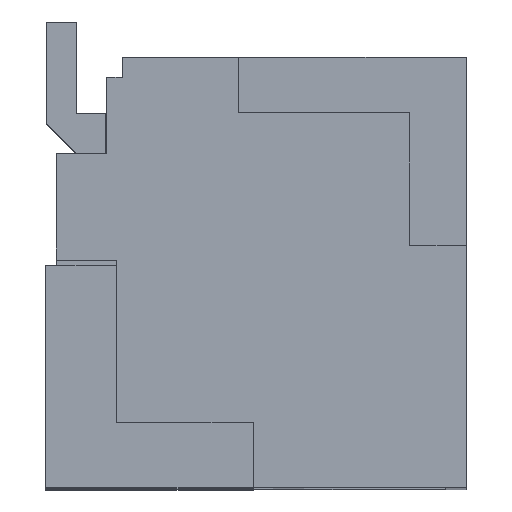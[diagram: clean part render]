
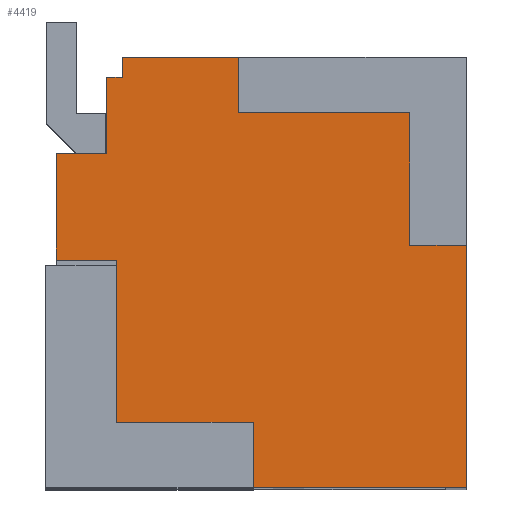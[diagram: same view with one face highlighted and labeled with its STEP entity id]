
A CAD part, top view. The second image highlights one B-rep face of the part: STEP entity #4419.
In plain terms, the highlighted planar face has unit normal (0, 0, 1).
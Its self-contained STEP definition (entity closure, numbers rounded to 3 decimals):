
#100 = DIRECTION ( 'NONE',  ( 0., -1., 0. ) ) ;
#101 = ORIENTED_EDGE ( 'NONE', *, *, #2421, .T. ) ;
#126 = LINE ( 'NONE', #1226, #2825 ) ;
#140 = ORIENTED_EDGE ( 'NONE', *, *, #1271, .T. ) ;
#151 = EDGE_CURVE ( 'NONE', #770, #3642, #4344, .T. ) ;
#164 = EDGE_CURVE ( 'NONE', #3823, #3061, #1725, .T. ) ;
#206 = CARTESIAN_POINT ( 'NONE',  ( -2.02, 0., 6. ) ) ;
#333 = VECTOR ( 'NONE', #499, 1000. ) ;
#354 = DIRECTION ( 'NONE',  ( 1., 0., 0. ) ) ;
#407 = LINE ( 'NONE', #1986, #1821 ) ;
#454 = DIRECTION ( 'NONE',  ( 0., -1., 0. ) ) ;
#499 = DIRECTION ( 'NONE',  ( 0., 1., 0. ) ) ;
#505 = CARTESIAN_POINT ( 'NONE',  ( 2.03, 0.27, 6. ) ) ;
#525 = VERTEX_POINT ( 'NONE', #3314 ) ;
#546 = CARTESIAN_POINT ( 'NONE',  ( -1.37, 1.93, 6. ) ) ;
#549 = CARTESIAN_POINT ( 'NONE',  ( -1.52, 1.18, 6. ) ) ;
#610 = DIRECTION ( 'NONE',  ( 0., -1., 0. ) ) ;
#708 = VERTEX_POINT ( 'NONE', #2194 ) ;
#722 = AXIS2_PLACEMENT_3D ( 'NONE', #3952, #3044, #2451 ) ;
#770 = VERTEX_POINT ( 'NONE', #3773 ) ;
#877 = LINE ( 'NONE', #2478, #1547 ) ;
#883 = VECTOR ( 'NONE', #4853, 1000. ) ;
#905 = VERTEX_POINT ( 'NONE', #505 ) ;
#929 = ORIENTED_EDGE ( 'NONE', *, *, #1237, .T. ) ;
#1008 = EDGE_CURVE ( 'NONE', #1200, #708, #1732, .T. ) ;
#1047 = ORIENTED_EDGE ( 'NONE', *, *, #151, .T. ) ;
#1112 = LINE ( 'NONE', #1548, #3300 ) ;
#1200 = VERTEX_POINT ( 'NONE', #1678 ) ;
#1215 = ORIENTED_EDGE ( 'NONE', *, *, #1665, .F. ) ;
#1226 = CARTESIAN_POINT ( 'NONE',  ( -2.02, -2.12, 6. ) ) ;
#1237 = EDGE_CURVE ( 'NONE', #3893, #770, #407, .T. ) ;
#1271 = EDGE_CURVE ( 'NONE', #3823, #1200, #2162, .T. ) ;
#1272 = VECTOR ( 'NONE', #100, 1000. ) ;
#1275 = VERTEX_POINT ( 'NONE', #3704 ) ;
#1318 = EDGE_CURVE ( 'NONE', #3061, #2951, #1412, .T. ) ;
#1363 = VERTEX_POINT ( 'NONE', #1847 ) ;
#1412 = LINE ( 'NONE', #4066, #333 ) ;
#1413 = CARTESIAN_POINT ( 'NONE',  ( 0., -1.475, 6. ) ) ;
#1527 = DIRECTION ( 'NONE',  ( 0., 1., 0. ) ) ;
#1547 = VECTOR ( 'NONE', #4476, 1000. ) ;
#1548 = CARTESIAN_POINT ( 'NONE',  ( -1.37, 1.93, 6. ) ) ;
#1578 = VECTOR ( 'NONE', #610, 1000. ) ;
#1665 = EDGE_CURVE ( 'NONE', #1275, #3515, #126, .T. ) ;
#1678 = CARTESIAN_POINT ( 'NONE',  ( -2.02, 0.125, 6. ) ) ;
#1725 = LINE ( 'NONE', #549, #2427 ) ;
#1732 = LINE ( 'NONE', #4971, #3964 ) ;
#1760 = ORIENTED_EDGE ( 'NONE', *, *, #4189, .F. ) ;
#1790 = DIRECTION ( 'NONE',  ( -1., 0., 0. ) ) ;
#1821 = VECTOR ( 'NONE', #3557, 1000. ) ;
#1847 = CARTESIAN_POINT ( 'NONE',  ( -0.22, 2.13, 6. ) ) ;
#1970 = ORIENTED_EDGE ( 'NONE', *, *, #4243, .T. ) ;
#1986 = CARTESIAN_POINT ( 'NONE',  ( 1.47, 0., 6. ) ) ;
#1996 = DIRECTION ( 'NONE',  ( 1., 0., 0. ) ) ;
#2031 = CARTESIAN_POINT ( 'NONE',  ( 1.47, 0.27, 6. ) ) ;
#2099 = VECTOR ( 'NONE', #1790, 1000. ) ;
#2157 = VERTEX_POINT ( 'NONE', #2596 ) ;
#2162 = LINE ( 'NONE', #206, #1578 ) ;
#2164 = CARTESIAN_POINT ( 'NONE',  ( -0.22, 1.58, 6. ) ) ;
#2173 = VERTEX_POINT ( 'NONE', #546 ) ;
#2194 = CARTESIAN_POINT ( 'NONE',  ( -1.425, 0.125, 6. ) ) ;
#2375 = PLANE ( 'NONE',  #722 ) ;
#2421 = EDGE_CURVE ( 'NONE', #905, #3893, #2560, .T. ) ;
#2427 = VECTOR ( 'NONE', #1996, 1000. ) ;
#2430 = CARTESIAN_POINT ( 'NONE',  ( -1.425, 0., 6. ) ) ;
#2451 = DIRECTION ( 'NONE',  ( 1., 0., 0. ) ) ;
#2478 = CARTESIAN_POINT ( 'NONE',  ( 0., 2.13, 6. ) ) ;
#2560 = LINE ( 'NONE', #2928, #2099 ) ;
#2596 = CARTESIAN_POINT ( 'NONE',  ( -1.37, 2.13, 6. ) ) ;
#2689 = DIRECTION ( 'NONE',  ( 0., 1., 0. ) ) ;
#2691 = LINE ( 'NONE', #2719, #3201 ) ;
#2719 = CARTESIAN_POINT ( 'NONE',  ( -0.22, 0., 6. ) ) ;
#2748 = EDGE_CURVE ( 'NONE', #525, #3515, #4486, .T. ) ;
#2787 = CARTESIAN_POINT ( 'NONE',  ( -0.075, -2.12, 6. ) ) ;
#2825 = VECTOR ( 'NONE', #4064, 1000. ) ;
#2857 = CARTESIAN_POINT ( 'NONE',  ( -0.075, 0., 6. ) ) ;
#2858 = CARTESIAN_POINT ( 'NONE',  ( -2.02, 1.18, 6. ) ) ;
#2928 = CARTESIAN_POINT ( 'NONE',  ( 0., 0.27, 6. ) ) ;
#2951 = VERTEX_POINT ( 'NONE', #4832 ) ;
#2993 = DIRECTION ( 'NONE',  ( 1., 0., 0. ) ) ;
#3044 = DIRECTION ( 'NONE',  ( 0., 0., 1. ) ) ;
#3061 = VERTEX_POINT ( 'NONE', #3876 ) ;
#3102 = VECTOR ( 'NONE', #454, 1000. ) ;
#3117 = ORIENTED_EDGE ( 'NONE', *, *, #1318, .F. ) ;
#3129 = EDGE_CURVE ( 'NONE', #3642, #1363, #2691, .T. ) ;
#3140 = VERTEX_POINT ( 'NONE', #4292 ) ;
#3201 = VECTOR ( 'NONE', #1527, 1000. ) ;
#3300 = VECTOR ( 'NONE', #354, 1000. ) ;
#3314 = CARTESIAN_POINT ( 'NONE',  ( -0.075, -1.475, 6. ) ) ;
#3354 = DIRECTION ( 'NONE',  ( 1., 0., 0. ) ) ;
#3398 = ORIENTED_EDGE ( 'NONE', *, *, #3129, .T. ) ;
#3454 = FACE_OUTER_BOUND ( 'NONE', #4152, .T. ) ;
#3515 = VERTEX_POINT ( 'NONE', #2787 ) ;
#3529 = EDGE_CURVE ( 'NONE', #708, #3140, #4817, .T. ) ;
#3557 = DIRECTION ( 'NONE',  ( 0., 1., 0. ) ) ;
#3588 = DIRECTION ( 'NONE',  ( -1., 0., 0. ) ) ;
#3640 = LINE ( 'NONE', #4827, #883 ) ;
#3642 = VERTEX_POINT ( 'NONE', #2164 ) ;
#3704 = CARTESIAN_POINT ( 'NONE',  ( 2.03, -2.12, 6. ) ) ;
#3709 = EDGE_CURVE ( 'NONE', #3140, #525, #4966, .T. ) ;
#3773 = CARTESIAN_POINT ( 'NONE',  ( 1.47, 1.58, 6. ) ) ;
#3802 = VECTOR ( 'NONE', #2689, 1000. ) ;
#3823 = VERTEX_POINT ( 'NONE', #2858 ) ;
#3876 = CARTESIAN_POINT ( 'NONE',  ( -1.52, 1.18, 6. ) ) ;
#3879 = ORIENTED_EDGE ( 'NONE', *, *, #5132, .F. ) ;
#3893 = VERTEX_POINT ( 'NONE', #2031 ) ;
#3952 = CARTESIAN_POINT ( 'NONE',  ( 0., 0., 6. ) ) ;
#3964 = VECTOR ( 'NONE', #3354, 1000. ) ;
#4032 = ORIENTED_EDGE ( 'NONE', *, *, #1008, .T. ) ;
#4064 = DIRECTION ( 'NONE',  ( -1., 0., 0. ) ) ;
#4066 = CARTESIAN_POINT ( 'NONE',  ( -1.52, 1.93, 6. ) ) ;
#4152 = EDGE_LOOP ( 'NONE', ( #1047, #3398, #1970, #3879, #4552, #3117, #4866, #140, #4032, #4283, #4680, #4537, #1215, #1760, #101, #929 ) ) ;
#4189 = EDGE_CURVE ( 'NONE', #905, #1275, #3640, .T. ) ;
#4243 = EDGE_CURVE ( 'NONE', #1363, #2157, #877, .T. ) ;
#4283 = ORIENTED_EDGE ( 'NONE', *, *, #3529, .T. ) ;
#4292 = CARTESIAN_POINT ( 'NONE',  ( -1.425, -1.475, 6. ) ) ;
#4342 = LINE ( 'NONE', #5107, #3802 ) ;
#4344 = LINE ( 'NONE', #4769, #4661 ) ;
#4419 = ADVANCED_FACE ( 'NONE', ( #3454 ), #2375, .T. ) ;
#4476 = DIRECTION ( 'NONE',  ( -1., 0., 0. ) ) ;
#4486 = LINE ( 'NONE', #2857, #1272 ) ;
#4537 = ORIENTED_EDGE ( 'NONE', *, *, #2748, .T. ) ;
#4552 = ORIENTED_EDGE ( 'NONE', *, *, #5130, .F. ) ;
#4661 = VECTOR ( 'NONE', #3588, 1000. ) ;
#4680 = ORIENTED_EDGE ( 'NONE', *, *, #3709, .T. ) ;
#4769 = CARTESIAN_POINT ( 'NONE',  ( 0., 1.58, 6. ) ) ;
#4773 = VECTOR ( 'NONE', #2993, 1000. ) ;
#4817 = LINE ( 'NONE', #2430, #3102 ) ;
#4827 = CARTESIAN_POINT ( 'NONE',  ( 2.03, -2.12, 6. ) ) ;
#4832 = CARTESIAN_POINT ( 'NONE',  ( -1.52, 1.93, 6. ) ) ;
#4853 = DIRECTION ( 'NONE',  ( 0., -1., 0. ) ) ;
#4866 = ORIENTED_EDGE ( 'NONE', *, *, #164, .F. ) ;
#4966 = LINE ( 'NONE', #1413, #4773 ) ;
#4971 = CARTESIAN_POINT ( 'NONE',  ( 0., 0.125, 6. ) ) ;
#5107 = CARTESIAN_POINT ( 'NONE',  ( -1.37, 2.13, 6. ) ) ;
#5130 = EDGE_CURVE ( 'NONE', #2951, #2173, #1112, .T. ) ;
#5132 = EDGE_CURVE ( 'NONE', #2173, #2157, #4342, .T. ) ;
